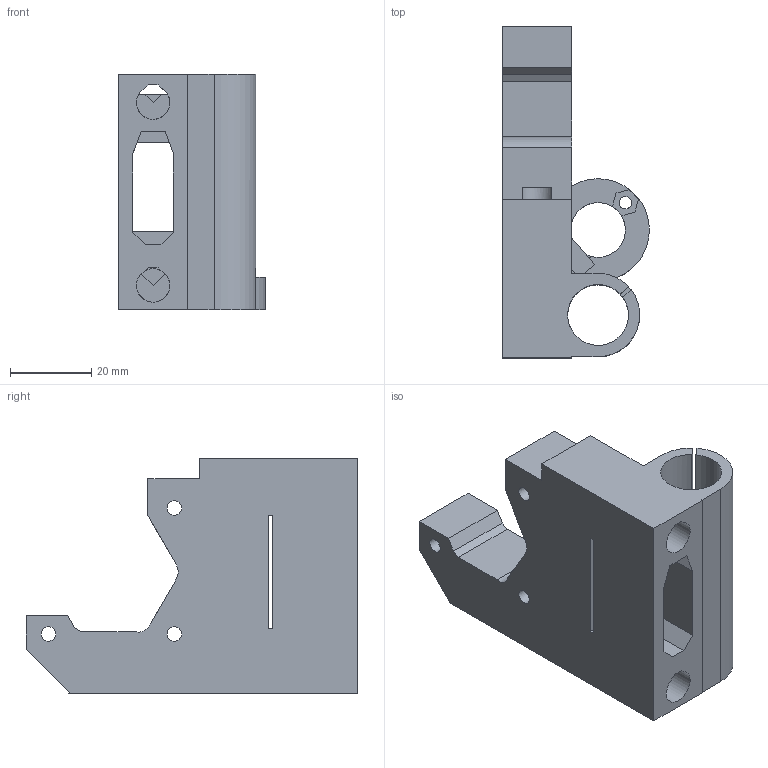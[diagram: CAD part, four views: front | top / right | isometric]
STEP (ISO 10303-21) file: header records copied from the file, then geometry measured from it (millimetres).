
FILE_DESCRIPTION(/* description */ (''),/* implementation_level */ '2;1');
FILE_NAME(/* name */ 'X End Motor.step',/* time_stamp */ '2018-07-18T14:34:20+02:00',/* author */ ('boelle'),/* organization */ (''),/* preprocessor_version */ 'ST-DEVELOPER v17',/* originating_system */ 'Autodesk Translation Framework v7.1.0.215',/* authorisation */ '');
FILE_SCHEMA (('AUTOMOTIVE_DESIGN { 1 0 10303 214 3 1 1 }'));
Length unit declared in the file: millimetre
Products named in the file (1): x end motor
Bounding box: 36.12 x 81.7 x 58 mm (x, y, z)
Volume: 46472.1 mm3; surface area: 23131.5 mm2
Topology: 1 solids, 1 shells, 121 faces, 380 edges, 262 vertices
Faces by surface type: plane 97, cylinder 21, cone 2, bspline 1
Full cylindrical faces by diameter (mm): 3.1 x2, 3.6 x3, 6.2 x3, 10 x2, 13.497 x1, 14.987 x1
Entity records: 14252 total; most frequent: CARTESIAN_POINT 10692, ORIENTED_EDGE 762, DIRECTION 699, EDGE_CURVE 381, LINE 293, VECTOR 293, VERTEX_POINT 263, AXIS2_PLACEMENT_3D 203
